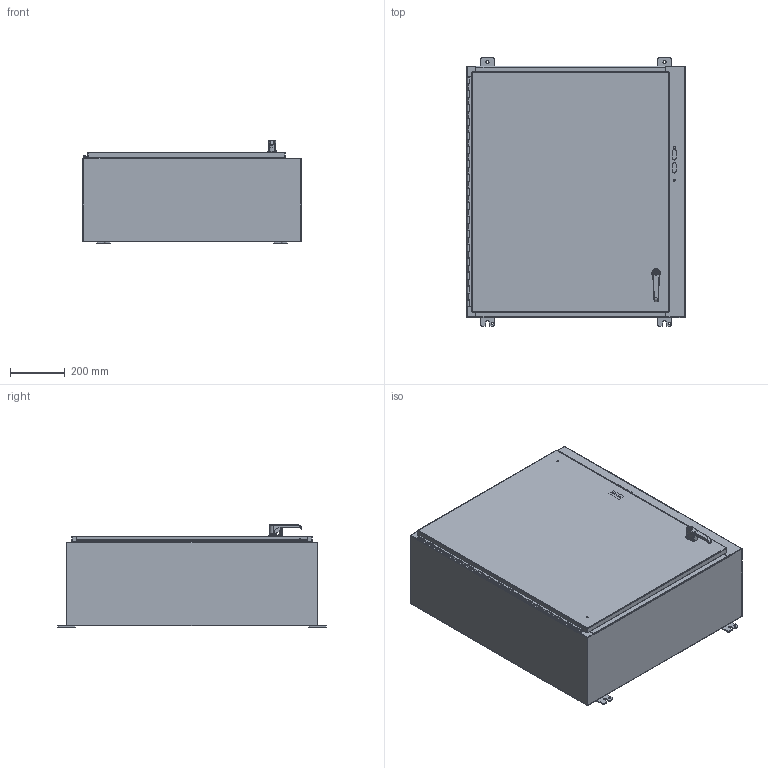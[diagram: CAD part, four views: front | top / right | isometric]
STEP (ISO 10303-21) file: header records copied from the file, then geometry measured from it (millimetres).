
FILE_DESCRIPTION((''),'2;1');
FILE_NAME('SDN12363212PL.stp','2012-10-26T13:53:48',('dnichola'),(''),'Autodesk Inventor 2012','Autodesk Inventor 2012','');
FILE_SCHEMA(('AUTOMOTIVE_DESIGN { 1 0 10303 214 1 1 1 1 }'));
Length unit declared in the file: inch
Products named in the file (46): SDN12363212PL; SDN12363212PLBLR; 3889; 34840; SDN123631PLLID; 38811; HFW3092; 349129; 3881; HFW3888; SDN123212PLTOP; SDN123212PLBTM; 328134; 328134T; 328134L; 328134P; HFW351101; 1000-02; 1000-23; 1000-277-03; 1000-458; 1000-458-SCHAUM; 1000-459; 1044-03-01; 1044-04-16; 1044-07-02; 1044-07; DIN3771_15X3_5; HFW30015-16; HFW30015; HFW3034; 37268; HFW31714 (LEFT HINGE); HFW31714; HFW31714_SCREW; HFW31714_SPACER; HFW31714_WASHER; HFW31714_NUT; HFW31713 (LEFT HINGE); HFW31713 ...
Assembly tree (58 placements, depth 4):
  SDN12363212PL
    SDN12363212PLBLR
    3889  x6
    34840  x4
    SDN123631PLLID
    38811  x2
    HFW3092
    349129  x2
    3881
    HFW3888
    SDN123212PLTOP
    SDN123212PLBTM
    328134
      328134T
      328134L
      328134P
    HFW351101
      1000-02
      1000-23
      1000-277-03
      1000-458
      1000-458-SCHAUM
      1000-459
      1044-03-01
      1044-04-16
      1044-07-02
      1044-07
      DIN3771_15X3_5
    HFW30015-16
      HFW30015
      HFW3034
      37268  x2
      HFW31714 (LEFT HINGE)
        HFW31714
        HFW31714_SCREW  x2
        HFW31714_SPACER
        HFW31714_WASHER
        HFW31714_NUT
      HFW31713 (LEFT HINGE)
        HFW31713
        HFW31713_SCREW  x2
        HFW31713_SPACER
        HFW31714_WASHER
        HFW31714_NUT
    30932
    34938
Bounding box: 796.92 x 977.9 x 372.1 mm (x, y, z)
Volume: 5243006.6 mm3; surface area: 5535859.7 mm2
Topology: 53 solids, 54 shells, 1590 faces, 4033 edges, 2595 vertices
Faces by surface type: plane 848, cylinder 523, cone 88, bspline 65, torus 50, sphere 16
Full cylindrical faces by diameter (mm): 2.6 x1, 2.921 x2, 3.048 x1, 3.683 x6, 3.962 x2, 4.25 x1, 4.826 x4, 4.978 x2, 5 x3, 5.1 x1, 5.359 x2, 5.5 x1, 5.6 x1, 5.715 x4, 5.8 x1, 6.35 x3, 7.137 x2, 7.62 x4, 7.798 x1, 7.938 x2, 7.95 x4, 8.128 x3, 8.382 x14, 8.4 x3, 8.56 x1, 8.65 x1, 9.474 x2, 9.525 x1, 10.897 x1, 11.113 x4
Entity records: 48604 total; most frequent: CARTESIAN_POINT 13008, DIRECTION 7189, ORIENTED_EDGE 6928, EDGE_CURVE 3464, AXIS2_PLACEMENT_3D 2542, VERTEX_POINT 2287, VECTOR 2105, LINE 2105
